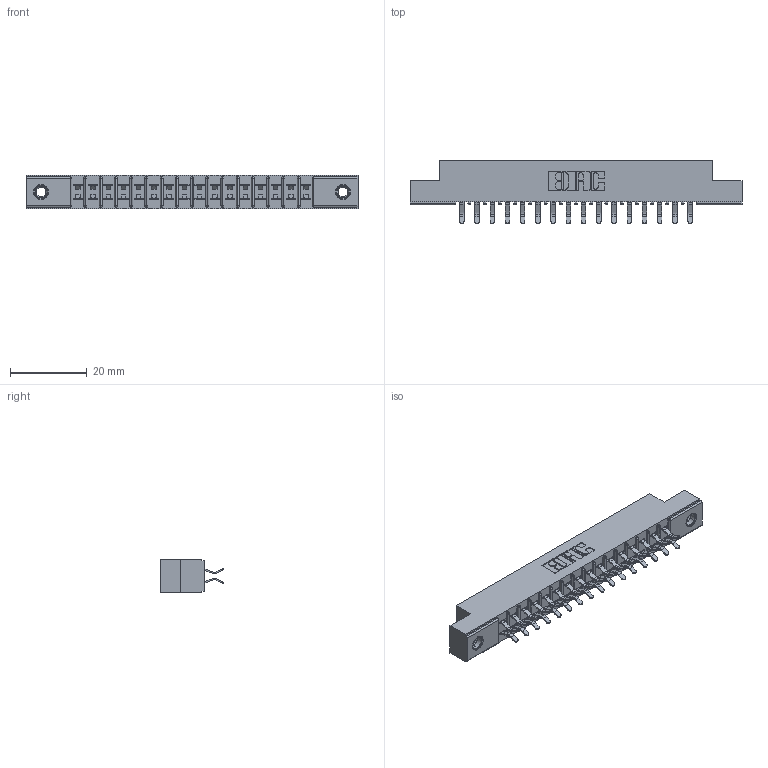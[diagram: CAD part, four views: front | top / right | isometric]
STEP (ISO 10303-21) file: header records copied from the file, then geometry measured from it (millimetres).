
FILE_DESCRIPTION (( 'STEP AP203' ), '1' );
FILE_NAME ('355-032-556-507.STEP', '2019-09-11T08:20:51', ( '' ), ( '' ), 'SwSTEP 2.0', 'SolidWorks 2016', '' );
FILE_SCHEMA (( 'CONFIG_CONTROL_DESIGN' ));
Length unit declared in the file: inch
Products named in the file (4): 345-250-001_345-250-005-103; 355-032-556-507; 305-290-001_556; 305 Part_.156 Dia
Assembly tree (35 placements, depth 2):
  355-032-556-507
    305 Part_.156 Dia
    305-290-001_556  x32
    345-250-001_345-250-005-103  x2
Bounding box: 86.41 x 16.64 x 8.71 mm (x, y, z)
Volume: 5183.5 mm3; surface area: 9995.9 mm2
Topology: 35 solids, 35 shells, 1968 faces, 5620 edges, 3652 vertices
Faces by surface type: plane 1092, cylinder 796, sphere 64, cone 12, torus 4
Entity records: 21896 total; most frequent: CARTESIAN_POINT 3609, ORIENTED_EDGE 3572, DIRECTION 3526, EDGE_CURVE 1786, LINE 1408, VECTOR 1408, VERTEX_POINT 1142, AXIS2_PLACEMENT_3D 1059
